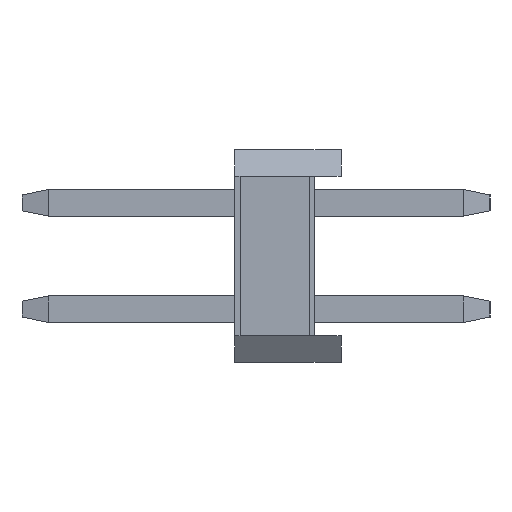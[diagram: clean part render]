
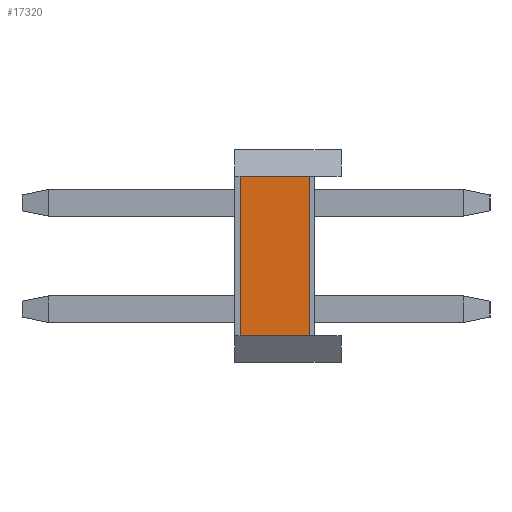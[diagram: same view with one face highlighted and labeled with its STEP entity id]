
A CAD part, left-side view. The second image highlights one B-rep face of the part: STEP entity #17320.
In plain terms, the highlighted planar face has unit normal (-1, 0, 0).
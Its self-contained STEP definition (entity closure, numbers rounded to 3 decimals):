
#8098=CARTESIAN_POINT('',(-1.,1.9,1.5));
#8099=VERTEX_POINT('',#8098);
#8107=CARTESIAN_POINT('',(-1.,1.9,-1.5));
#8108=VERTEX_POINT('',#8107);
#8115=CARTESIAN_POINT('',(-1.,1.9,-1.5));
#8116=DIRECTION('',(0.,0.,1.));
#8117=VECTOR('',#8116,3.);
#8118=LINE('',#8115,#8117);
#8119=EDGE_CURVE('',#8108,#8099,#8118,.T.);
#8480=CARTESIAN_POINT('',(-1.,0.6,-1.5));
#8481=VERTEX_POINT('',#8480);
#8489=CARTESIAN_POINT('',(-1.,0.6,1.5));
#8490=VERTEX_POINT('',#8489);
#8497=CARTESIAN_POINT('',(-1.,0.6,1.5));
#8498=DIRECTION('',(0.,0.,-1.));
#8499=VECTOR('',#8498,3.);
#8500=LINE('',#8497,#8499);
#8501=EDGE_CURVE('',#8490,#8481,#8500,.T.);
#17299=CARTESIAN_POINT('',(-1.,0.,-2.));
#17300=DIRECTION('',(0.,0.,1.));
#17301=DIRECTION('',(-1.,0.,0.));
#17302=AXIS2_PLACEMENT_3D('',#17299,#17301,#17300);
#17303=PLANE('',#17302);
#17304=CARTESIAN_POINT('',(-1.,0.6,1.5));
#17305=DIRECTION('',(0.,1.,0.));
#17306=VECTOR('',#17305,1.3);
#17307=LINE('',#17304,#17306);
#17308=EDGE_CURVE('',#8490,#8099,#17307,.T.);
#17309=ORIENTED_EDGE('',*,*,#17308,.T.);
#17310=ORIENTED_EDGE('',*,*,#8119,.F.);
#17311=CARTESIAN_POINT('',(-1.,1.9,-1.5));
#17312=DIRECTION('',(0.,-1.,0.));
#17313=VECTOR('',#17312,1.3);
#17314=LINE('',#17311,#17313);
#17315=EDGE_CURVE('',#8108,#8481,#17314,.T.);
#17316=ORIENTED_EDGE('',*,*,#17315,.T.);
#17317=ORIENTED_EDGE('',*,*,#8501,.F.);
#17318=EDGE_LOOP('',(#17309,#17310,#17316,#17317));
#17319=FACE_OUTER_BOUND('',#17318,.T.);
#17320=ADVANCED_FACE('',(#17319),#17303,.T.);
